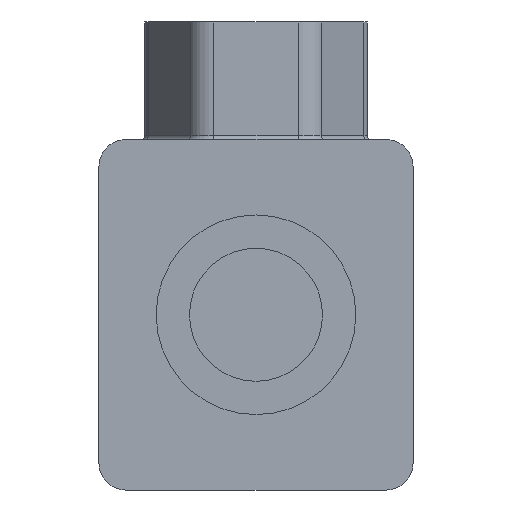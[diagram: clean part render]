
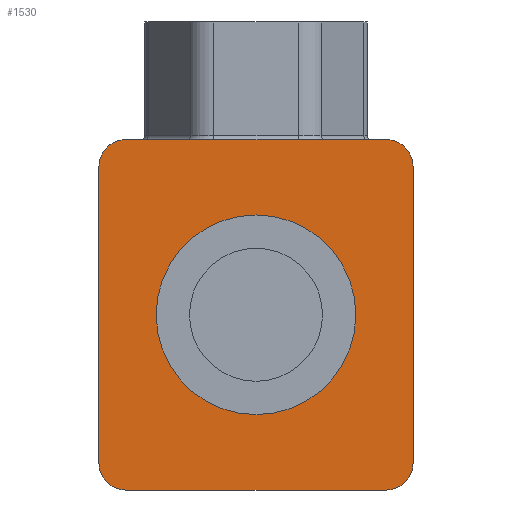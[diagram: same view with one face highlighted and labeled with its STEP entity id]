
A CAD part, left-side view. The second image highlights one B-rep face of the part: STEP entity #1530.
In plain terms, the highlighted planar face has unit normal (-1, 0, 0).
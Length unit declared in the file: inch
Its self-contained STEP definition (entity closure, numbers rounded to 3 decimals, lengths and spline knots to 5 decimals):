
#112=CARTESIAN_POINT('',(0.,0.,0.));
#113=DIRECTION('',(-1.,0.,0.));
#114=DIRECTION('',(0.,1.,0.));
#115=AXIS2_PLACEMENT_3D('',#112,#113,#114);
#117=CARTESIAN_POINT('',(0.,0.,0.));
#118=DIRECTION('',(-1.,0.,0.));
#119=DIRECTION('',(0.,-1.,0.));
#120=AXIS2_PLACEMENT_3D('',#117,#118,#119);
#132=DIRECTION('',(0.,-1.,0.));
#133=VECTOR('',#132,0.98);
#134=CARTESIAN_POINT('',(0.,0.49,0.65818));
#135=LINE('',#134,#133);
#136=DIRECTION('',(0.,0.,-1.));
#137=VECTOR('',#136,1.11636);
#138=CARTESIAN_POINT('',(0.,-0.59,0.55818));
#139=LINE('',#138,#137);
#140=DIRECTION('',(0.,1.,0.));
#141=VECTOR('',#140,0.98);
#142=CARTESIAN_POINT('',(0.,-0.49,-0.65818));
#143=LINE('',#142,#141);
#144=DIRECTION('',(0.,0.,1.));
#145=VECTOR('',#144,1.11636);
#146=CARTESIAN_POINT('',(0.,0.59,-0.55818));
#147=LINE('',#146,#145);
#1161=CARTESIAN_POINT('',(0.,0.49,0.55818));
#1162=DIRECTION('',(-1.,0.,0.));
#1163=DIRECTION('',(0.,0.,1.));
#1164=AXIS2_PLACEMENT_3D('',#1161,#1162,#1163);
#1179=CARTESIAN_POINT('',(0.,0.49,-0.55818));
#1180=DIRECTION('',(-1.,0.,0.));
#1181=DIRECTION('',(0.,1.,0.));
#1182=AXIS2_PLACEMENT_3D('',#1179,#1180,#1181);
#1197=CARTESIAN_POINT('',(0.,-0.49,-0.55818));
#1198=DIRECTION('',(-1.,0.,0.));
#1199=DIRECTION('',(0.,0.,-1.));
#1200=AXIS2_PLACEMENT_3D('',#1197,#1198,#1199);
#1215=CARTESIAN_POINT('',(0.,-0.49,0.55818));
#1216=DIRECTION('',(-1.,0.,0.));
#1217=DIRECTION('',(0.,-1.,0.));
#1218=AXIS2_PLACEMENT_3D('',#1215,#1216,#1217);
#1237=CARTESIAN_POINT('',(0.,0.375,0.));
#1238=CARTESIAN_POINT('',(0.,-0.375,0.));
#1239=VERTEX_POINT('',#1237);
#1240=VERTEX_POINT('',#1238);
#1389=CARTESIAN_POINT('',(0.,0.49,0.65818));
#1390=CARTESIAN_POINT('',(0.,-0.49,0.65818));
#1391=VERTEX_POINT('',#1389);
#1392=VERTEX_POINT('',#1390);
#1449=CARTESIAN_POINT('',(0.,-0.49,-0.65818));
#1450=CARTESIAN_POINT('',(0.,0.49,-0.65818));
#1451=VERTEX_POINT('',#1449);
#1452=VERTEX_POINT('',#1450);
#1473=CARTESIAN_POINT('',(0.,0.59,0.55818));
#1474=VERTEX_POINT('',#1473);
#1478=CARTESIAN_POINT('',(0.,0.59,-0.55818));
#1480=VERTEX_POINT('',#1478);
#1481=CARTESIAN_POINT('',(0.,-0.59,-0.55818));
#1482=VERTEX_POINT('',#1481);
#1486=CARTESIAN_POINT('',(0.,-0.59,0.55818));
#1488=VERTEX_POINT('',#1486);
#1501=CARTESIAN_POINT('',(0.,0.,0.));
#1502=DIRECTION('',(1.,0.,0.));
#1503=DIRECTION('',(0.,-1.,0.));
#1504=AXIS2_PLACEMENT_3D('',#1501,#1502,#1503);
#1505=PLANE('',#1504);
#1507=ORIENTED_EDGE('',*,*,#1506,.T.);
#1509=ORIENTED_EDGE('',*,*,#1508,.F.);
#1511=ORIENTED_EDGE('',*,*,#1510,.T.);
#1513=ORIENTED_EDGE('',*,*,#1512,.F.);
#1515=ORIENTED_EDGE('',*,*,#1514,.T.);
#1517=ORIENTED_EDGE('',*,*,#1516,.F.);
#1519=ORIENTED_EDGE('',*,*,#1518,.T.);
#1521=ORIENTED_EDGE('',*,*,#1520,.F.);
#1522=EDGE_LOOP('',(#1507,#1509,#1511,#1513,#1515,#1517,#1519,#1521));
#1523=FACE_OUTER_BOUND('',#1522,.F.);
#1525=ORIENTED_EDGE('',*,*,#1524,.T.);
#1527=ORIENTED_EDGE('',*,*,#1526,.T.);
#1528=EDGE_LOOP('',(#1525,#1527));
#1529=FACE_BOUND('',#1528,.F.);
#1530=ADVANCED_FACE('',(#1523,#1529),#1505,.F.);
#116=CIRCLE('',#115,0.375);
#121=CIRCLE('',#120,0.375);
#1165=CIRCLE('',#1164,0.1);
#1183=CIRCLE('',#1182,0.1);
#1201=CIRCLE('',#1200,0.1);
#1219=CIRCLE('',#1218,0.1);
#1506=EDGE_CURVE('',#1391,#1392,#135,.T.);
#1508=EDGE_CURVE('',#1488,#1392,#1219,.T.);
#1510=EDGE_CURVE('',#1488,#1482,#139,.T.);
#1512=EDGE_CURVE('',#1451,#1482,#1201,.T.);
#1514=EDGE_CURVE('',#1451,#1452,#143,.T.);
#1516=EDGE_CURVE('',#1480,#1452,#1183,.T.);
#1518=EDGE_CURVE('',#1480,#1474,#147,.T.);
#1520=EDGE_CURVE('',#1391,#1474,#1165,.T.);
#1524=EDGE_CURVE('',#1239,#1240,#116,.T.);
#1526=EDGE_CURVE('',#1240,#1239,#121,.T.);
